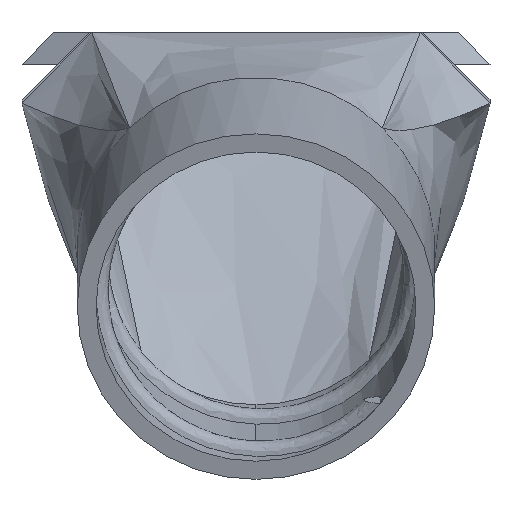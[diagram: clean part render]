
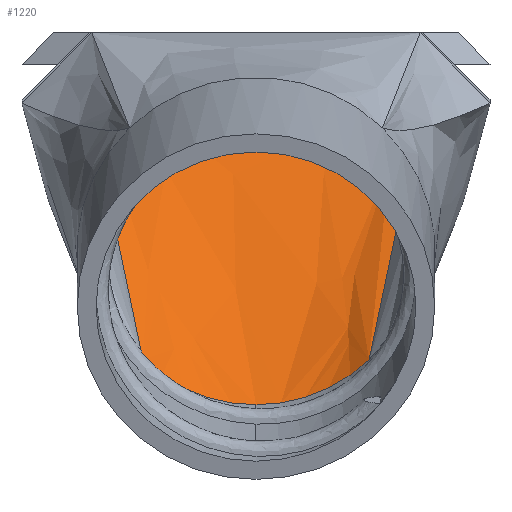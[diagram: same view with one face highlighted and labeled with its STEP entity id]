
A CAD part, top view. The second image highlights one B-rep face of the part: STEP entity #1220.
In plain terms, the highlighted free-form (B-spline) face has degree [3, 3] with [6, 4] control points.
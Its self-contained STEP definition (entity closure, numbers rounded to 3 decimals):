
#28=B_SPLINE_SURFACE_WITH_KNOTS('',3,3,((#2507,#2508,#2509,#2510),(#2511,
#2512,#2513,#2514),(#2515,#2516,#2517,#2518),(#2519,#2520,#2521,#2522),
(#2523,#2524,#2525,#2526),(#2527,#2528,#2529,#2530)),.UNSPECIFIED.,.F.,
 .F.,.F.,(4,1,1,4),(4,4),(0.,0.286,0.571,1.),(0.,
1.),.UNSPECIFIED.);
#132=FACE_OUTER_BOUND('',#201,.T.);
#201=EDGE_LOOP('',(#1109,#1110,#1111,#1112,#1113));
#212=CIRCLE('',#1236,12.75);
#235=CIRCLE('',#1301,12.75);
#377=LINE('',#2479,#500);
#380=LINE('',#2532,#503);
#381=LINE('',#2533,#504);
#500=VECTOR('',#1577,32.529);
#503=VECTOR('',#1580,10.);
#504=VECTOR('',#1581,32.529);
#517=VERTEX_POINT('',#1650);
#519=VERTEX_POINT('',#1653);
#615=VERTEX_POINT('',#2288);
#622=VERTEX_POINT('',#2472);
#624=VERTEX_POINT('',#2531);
#633=EDGE_CURVE('',#517,#519,#212,.T.);
#774=EDGE_CURVE('',#615,#517,#235,.T.);
#790=EDGE_CURVE('',#615,#622,#377,.T.);
#793=EDGE_CURVE('',#624,#622,#380,.T.);
#794=EDGE_CURVE('',#519,#624,#381,.T.);
#1109=ORIENTED_EDGE('',*,*,#774,.F.);
#1110=ORIENTED_EDGE('',*,*,#790,.T.);
#1111=ORIENTED_EDGE('',*,*,#793,.F.);
#1112=ORIENTED_EDGE('',*,*,#794,.F.);
#1113=ORIENTED_EDGE('',*,*,#633,.F.);
#1220=ADVANCED_FACE('',(#132),#28,.F.);
#1236=AXIS2_PLACEMENT_3D('',#1654,#1329,#1330);
#1301=AXIS2_PLACEMENT_3D('',#2290,#1560,#1561);
#1329=DIRECTION('center_axis',(0.,0.259,-0.966));
#1330=DIRECTION('ref_axis',(0.,0.966,0.259));
#1560=DIRECTION('center_axis',(0.,0.259,-0.966));
#1561=DIRECTION('ref_axis',(0.,0.966,0.259));
#1577=DIRECTION('',(0.154,0.735,-0.66));
#1580=DIRECTION('',(1.,0.,0.));
#1581=DIRECTION('',(-0.154,0.735,-0.66));
#1650=CARTESIAN_POINT('',(0.,-24.022,43.508));
#1653=CARTESIAN_POINT('',(-9.016,-20.415,44.474));
#1654=CARTESIAN_POINT('Origin',(0.,-11.706,
46.807));
#2288=CARTESIAN_POINT('',(9.016,-20.415,44.474));
#2290=CARTESIAN_POINT('Origin',(0.,-11.706,
46.807));
#2472=CARTESIAN_POINT('',(14.025,3.5,22.999));
#2479=CARTESIAN_POINT('',(9.016,-20.415,44.474));
#2507=CARTESIAN_POINT('Ctrl Pts',(9.016,-20.415,44.474));
#2508=CARTESIAN_POINT('Ctrl Pts',(10.685,-12.443,37.316));
#2509=CARTESIAN_POINT('Ctrl Pts',(12.355,-4.472,30.158));
#2510=CARTESIAN_POINT('Ctrl Pts',(14.025,3.5,22.999));
#2511=CARTESIAN_POINT('Ctrl Pts',(7.667,-21.717,44.125));
#2512=CARTESIAN_POINT('Ctrl Pts',(8.896,-13.311,37.083));
#2513=CARTESIAN_POINT('Ctrl Pts',(10.125,-4.907,30.041));
#2514=CARTESIAN_POINT('Ctrl Pts',(11.354,3.5,22.999));
#2515=CARTESIAN_POINT('Ctrl Pts',(4.359,-23.721,43.588));
#2516=CARTESIAN_POINT('Ctrl Pts',(4.91,-14.645,36.726));
#2517=CARTESIAN_POINT('Ctrl Pts',(5.459,-5.575,29.862));
#2518=CARTESIAN_POINT('Ctrl Pts',(6.011,3.5,22.999));
#2519=CARTESIAN_POINT('Ctrl Pts',(-2.452,-24.474,43.386));
#2520=CARTESIAN_POINT('Ctrl Pts',(-2.748,-15.15,36.59));
#2521=CARTESIAN_POINT('Ctrl Pts',(-3.043,-5.824,29.795));
#2522=CARTESIAN_POINT('Ctrl Pts',(-3.339,3.5,22.999));
#2523=CARTESIAN_POINT('Ctrl Pts',(-6.993,-22.369,43.95));
#2524=CARTESIAN_POINT('Ctrl Pts',(-7.999,-13.742,36.968));
#2525=CARTESIAN_POINT('Ctrl Pts',(-9.012,-5.127,29.982));
#2526=CARTESIAN_POINT('Ctrl Pts',(-10.018,3.5,22.999));
#2527=CARTESIAN_POINT('Ctrl Pts',(-9.016,-20.415,44.474));
#2528=CARTESIAN_POINT('Ctrl Pts',(-10.685,-12.443,37.316));
#2529=CARTESIAN_POINT('Ctrl Pts',(-12.355,-4.472,30.158));
#2530=CARTESIAN_POINT('Ctrl Pts',(-14.025,3.5,22.999));
#2531=CARTESIAN_POINT('',(-14.025,3.5,22.999));
#2532=CARTESIAN_POINT('',(0.,3.5,22.999));
#2533=CARTESIAN_POINT('',(-9.016,-20.415,44.474));
